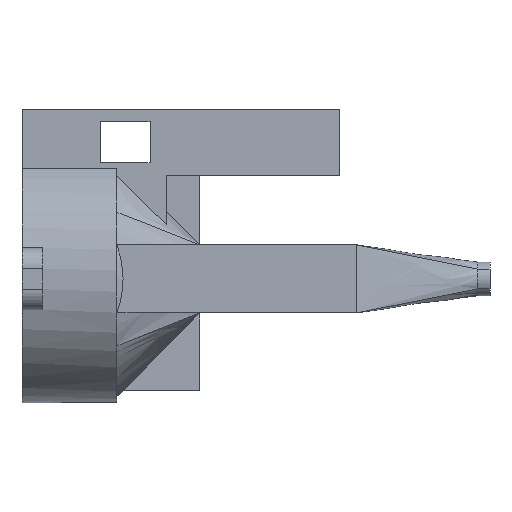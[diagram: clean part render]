
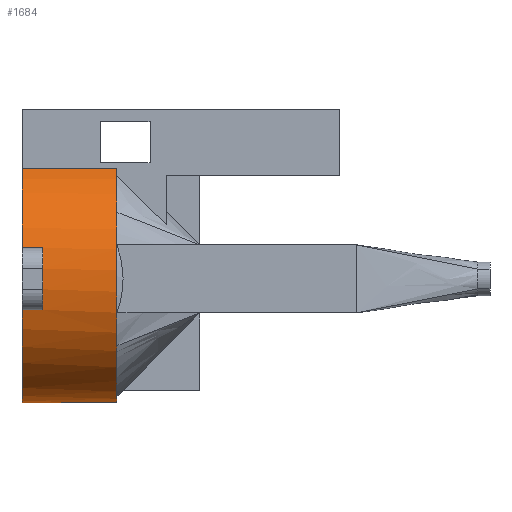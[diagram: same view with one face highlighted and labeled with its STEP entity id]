
A CAD part, left-side view. The second image highlights one B-rep face of the part: STEP entity #1684.
In plain terms, the highlighted cylindrical face has radius 30 mm (diameter 60 mm), a partial arc.
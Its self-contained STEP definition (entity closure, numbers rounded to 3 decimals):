
#153 = ORIENTED_EDGE ( 'NONE', *, *, #9419, .F. ) ;
#267 = EDGE_CURVE ( 'NONE', #4727, #5227, #1488, .T. ) ;
#280 = VERTEX_POINT ( 'NONE', #1925 ) ;
#362 = CARTESIAN_POINT ( 'NONE',  ( 13.5, 20., 26.791 ) ) ;
#434 = CARTESIAN_POINT ( 'NONE',  ( 0., 43., 0. ) ) ;
#475 = DIRECTION ( 'NONE',  ( 0., 0., 1. ) ) ;
#492 = CARTESIAN_POINT ( 'NONE',  ( 29.047, 38., -7.5 ) ) ;
#537 = DIRECTION ( 'NONE',  ( 0., 0., 1. ) ) ;
#561 = CARTESIAN_POINT ( 'NONE',  ( 0., 38., 0. ) ) ;
#797 = EDGE_LOOP ( 'NONE', ( #9238, #5185, #6333, #6054, #7980, #6218, #4453, #9003, #5617, #5463, #153, #8348 ) ) ;
#847 = EDGE_CURVE ( 'NONE', #880, #9673, #6499, .T. ) ;
#880 = VERTEX_POINT ( 'NONE', #5959 ) ;
#967 = DIRECTION ( 'NONE',  ( 0., 0., 1. ) ) ;
#1191 = CARTESIAN_POINT ( 'NONE',  ( 0., 20., 0. ) ) ;
#1203 = VERTEX_POINT ( 'NONE', #3398 ) ;
#1257 = CIRCLE ( 'NONE', #3361, 30. ) ;
#1364 = VECTOR ( 'NONE', #7527, 1000. ) ;
#1484 = DIRECTION ( 'NONE',  ( 0., -1., 0. ) ) ;
#1488 = LINE ( 'NONE', #4205, #3368 ) ;
#1548 = VERTEX_POINT ( 'NONE', #492 ) ;
#1602 = EDGE_CURVE ( 'NONE', #3082, #3047, #9335, .T. ) ;
#1653 = VECTOR ( 'NONE', #3963, 1000. ) ;
#1684 = ADVANCED_FACE ( 'NONE', ( #2840 ), #7223, .T. ) ;
#1689 = EDGE_CURVE ( 'NONE', #4727, #3047, #5615, .T. ) ;
#1925 = CARTESIAN_POINT ( 'NONE',  ( 13.5, 43., 26.791 ) ) ;
#1973 = VECTOR ( 'NONE', #6856, 1000. ) ;
#2073 = DIRECTION ( 'NONE',  ( 0., 0., 1. ) ) ;
#2134 = AXIS2_PLACEMENT_3D ( 'NONE', #1191, #10063, #2073 ) ;
#2139 = CARTESIAN_POINT ( 'NONE',  ( 0., 43., 0. ) ) ;
#2215 = DIRECTION ( 'NONE',  ( 0., 0., 1. ) ) ;
#2288 = DIRECTION ( 'NONE',  ( 0., 0., 1. ) ) ;
#2840 = FACE_OUTER_BOUND ( 'NONE', #797, .T. ) ;
#2864 = AXIS2_PLACEMENT_3D ( 'NONE', #7717, #5339, #537 ) ;
#3047 = VERTEX_POINT ( 'NONE', #8555 ) ;
#3082 = VERTEX_POINT ( 'NONE', #5407 ) ;
#3257 = LINE ( 'NONE', #7454, #1364 ) ;
#3361 = AXIS2_PLACEMENT_3D ( 'NONE', #434, #6152, #475 ) ;
#3364 = DIRECTION ( 'NONE',  ( 0., 1., 0. ) ) ;
#3368 = VECTOR ( 'NONE', #5127, 1000. ) ;
#3398 = CARTESIAN_POINT ( 'NONE',  ( 29.047, 43., -7.5 ) ) ;
#3411 = VECTOR ( 'NONE', #6004, 1000. ) ;
#3530 = EDGE_CURVE ( 'NONE', #1203, #3082, #4713, .T. ) ;
#3663 = CARTESIAN_POINT ( 'NONE',  ( 13.5, 20., 26.791 ) ) ;
#3706 = VECTOR ( 'NONE', #6101, 1000. ) ;
#3963 = DIRECTION ( 'NONE',  ( 0., -1., 0. ) ) ;
#3991 = CARTESIAN_POINT ( 'NONE',  ( -13.5, 20., 26.791 ) ) ;
#4171 = LINE ( 'NONE', #362, #3411 ) ;
#4199 = VERTEX_POINT ( 'NONE', #3663 ) ;
#4205 = CARTESIAN_POINT ( 'NONE',  ( -29.047, 20., 7.5 ) ) ;
#4231 = EDGE_CURVE ( 'NONE', #5227, #880, #7923, .T. ) ;
#4270 = CARTESIAN_POINT ( 'NONE',  ( 29.047, 38., 7.5 ) ) ;
#4453 = ORIENTED_EDGE ( 'NONE', *, *, #267, .F. ) ;
#4587 = VERTEX_POINT ( 'NONE', #4270 ) ;
#4606 = AXIS2_PLACEMENT_3D ( 'NONE', #6240, #6283, #2215 ) ;
#4669 = EDGE_CURVE ( 'NONE', #280, #8265, #1257, .T. ) ;
#4713 = CIRCLE ( 'NONE', #5772, 30. ) ;
#4727 = VERTEX_POINT ( 'NONE', #5891 ) ;
#4758 = CARTESIAN_POINT ( 'NONE',  ( 29.047, 20., 7.5 ) ) ;
#5127 = DIRECTION ( 'NONE',  ( 0., 1., 0. ) ) ;
#5185 = ORIENTED_EDGE ( 'NONE', *, *, #4669, .F. ) ;
#5227 = VERTEX_POINT ( 'NONE', #6006 ) ;
#5339 = DIRECTION ( 'NONE',  ( 0., -1., 0. ) ) ;
#5407 = CARTESIAN_POINT ( 'NONE',  ( -29.047, 43., -7.5 ) ) ;
#5413 = EDGE_CURVE ( 'NONE', #4199, #280, #4171, .T. ) ;
#5463 = ORIENTED_EDGE ( 'NONE', *, *, #3530, .F. ) ;
#5615 = CIRCLE ( 'NONE', #6571, 30. ) ;
#5617 = ORIENTED_EDGE ( 'NONE', *, *, #1602, .F. ) ;
#5772 = AXIS2_PLACEMENT_3D ( 'NONE', #8168, #3364, #967 ) ;
#5891 = CARTESIAN_POINT ( 'NONE',  ( -29.047, 38., 7.5 ) ) ;
#5959 = CARTESIAN_POINT ( 'NONE',  ( -13.5, 43., 26.791 ) ) ;
#6004 = DIRECTION ( 'NONE',  ( 0., 1., 0. ) ) ;
#6006 = CARTESIAN_POINT ( 'NONE',  ( -29.047, 43., 7.5 ) ) ;
#6054 = ORIENTED_EDGE ( 'NONE', *, *, #7416, .T. ) ;
#6101 = DIRECTION ( 'NONE',  ( 0., -1., 0. ) ) ;
#6152 = DIRECTION ( 'NONE',  ( 0., 1., 0. ) ) ;
#6218 = ORIENTED_EDGE ( 'NONE', *, *, #4231, .F. ) ;
#6240 = CARTESIAN_POINT ( 'NONE',  ( 0., 20., 0. ) ) ;
#6283 = DIRECTION ( 'NONE',  ( 0., 1., 0. ) ) ;
#6333 = ORIENTED_EDGE ( 'NONE', *, *, #5413, .F. ) ;
#6499 = LINE ( 'NONE', #6794, #1973 ) ;
#6537 = LINE ( 'NONE', #4758, #1653 ) ;
#6571 = AXIS2_PLACEMENT_3D ( 'NONE', #561, #1484, #2288 ) ;
#6794 = CARTESIAN_POINT ( 'NONE',  ( -13.5, 20., 26.791 ) ) ;
#6856 = DIRECTION ( 'NONE',  ( 0., -1., 0. ) ) ;
#6926 = DIRECTION ( 'NONE',  ( 0., 0., 1. ) ) ;
#6936 = EDGE_CURVE ( 'NONE', #1548, #4587, #8788, .T. ) ;
#7165 = EDGE_CURVE ( 'NONE', #8265, #4587, #6537, .T. ) ;
#7223 = CYLINDRICAL_SURFACE ( 'NONE', #4606, 30. ) ;
#7416 = EDGE_CURVE ( 'NONE', #4199, #9673, #8038, .T. ) ;
#7454 = CARTESIAN_POINT ( 'NONE',  ( 29.047, 20., -7.5 ) ) ;
#7527 = DIRECTION ( 'NONE',  ( 0., 1., 0. ) ) ;
#7717 = CARTESIAN_POINT ( 'NONE',  ( 0., 38., 0. ) ) ;
#7730 = DIRECTION ( 'NONE',  ( 0., 1., 0. ) ) ;
#7923 = CIRCLE ( 'NONE', #9104, 30. ) ;
#7980 = ORIENTED_EDGE ( 'NONE', *, *, #847, .F. ) ;
#8038 = CIRCLE ( 'NONE', #2134, 30. ) ;
#8168 = CARTESIAN_POINT ( 'NONE',  ( 0., 43., 0. ) ) ;
#8265 = VERTEX_POINT ( 'NONE', #8753 ) ;
#8348 = ORIENTED_EDGE ( 'NONE', *, *, #6936, .T. ) ;
#8555 = CARTESIAN_POINT ( 'NONE',  ( -29.047, 38., -7.5 ) ) ;
#8753 = CARTESIAN_POINT ( 'NONE',  ( 29.047, 43., 7.5 ) ) ;
#8788 = CIRCLE ( 'NONE', #2864, 30. ) ;
#9003 = ORIENTED_EDGE ( 'NONE', *, *, #1689, .T. ) ;
#9104 = AXIS2_PLACEMENT_3D ( 'NONE', #2139, #7730, #6926 ) ;
#9226 = CARTESIAN_POINT ( 'NONE',  ( -29.047, 20., -7.5 ) ) ;
#9238 = ORIENTED_EDGE ( 'NONE', *, *, #7165, .F. ) ;
#9335 = LINE ( 'NONE', #9226, #3706 ) ;
#9419 = EDGE_CURVE ( 'NONE', #1548, #1203, #3257, .T. ) ;
#9673 = VERTEX_POINT ( 'NONE', #3991 ) ;
#10063 = DIRECTION ( 'NONE',  ( 0., 1., 0. ) ) ;
